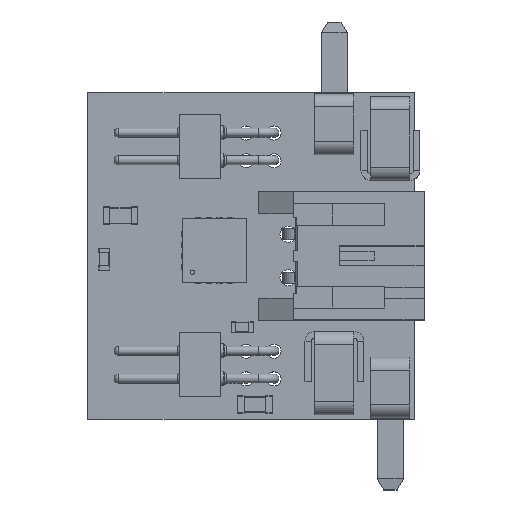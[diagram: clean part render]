
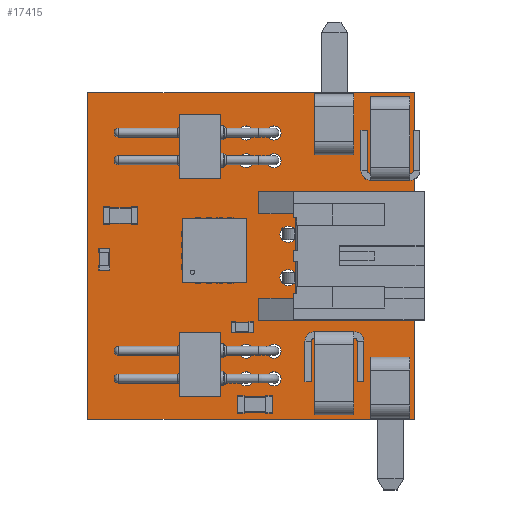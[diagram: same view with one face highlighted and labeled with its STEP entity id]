
A CAD part, top view. The second image highlights one B-rep face of the part: STEP entity #17415.
In plain terms, the highlighted planar face has unit normal (0, 0, 1).
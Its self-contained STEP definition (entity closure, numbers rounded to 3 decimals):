
#17149 = VERTEX_POINT('',#17150);
#17150 = CARTESIAN_POINT('',(7.5,-7.5,1.51));
#17156 = EDGE_CURVE('',#17149,#17157,#17159,.T.);
#17157 = VERTEX_POINT('',#17158);
#17158 = CARTESIAN_POINT('',(-7.5,-7.5,1.51));
#17159 = LINE('',#17160,#17161);
#17160 = CARTESIAN_POINT('',(7.5,-7.5,1.51));
#17161 = VECTOR('',#17162,1.);
#17162 = DIRECTION('',(-1.,0.,0.));
#17189 = VERTEX_POINT('',#17190);
#17190 = CARTESIAN_POINT('',(7.5,7.5,1.51));
#17196 = EDGE_CURVE('',#17189,#17149,#17197,.T.);
#17197 = LINE('',#17198,#17199);
#17198 = CARTESIAN_POINT('',(7.5,7.5,1.51));
#17199 = VECTOR('',#17200,1.);
#17200 = DIRECTION('',(0.,-1.,0.));
#17218 = EDGE_CURVE('',#17157,#17219,#17221,.T.);
#17219 = VERTEX_POINT('',#17220);
#17220 = CARTESIAN_POINT('',(-7.5,7.5,1.51));
#17221 = LINE('',#17222,#17223);
#17222 = CARTESIAN_POINT('',(-7.5,-7.5,1.51));
#17223 = VECTOR('',#17224,1.);
#17224 = DIRECTION('',(0.,1.,0.));
#17415 = ADVANCED_FACE('',(#17416,#17427,#17438,#17449,#17460,#17471,
    #17482,#17493,#17504,#17515,#17526,#17537,#17548,#17559,#17570),
  #17581,.T.);
#17416 = FACE_BOUND('',#17417,.T.);
#17417 = EDGE_LOOP('',(#17418,#17419,#17420,#17426));
#17418 = ORIENTED_EDGE('',*,*,#17156,.F.);
#17419 = ORIENTED_EDGE('',*,*,#17196,.F.);
#17420 = ORIENTED_EDGE('',*,*,#17421,.F.);
#17421 = EDGE_CURVE('',#17219,#17189,#17422,.T.);
#17422 = LINE('',#17423,#17424);
#17423 = CARTESIAN_POINT('',(-7.5,7.5,1.51));
#17424 = VECTOR('',#17425,1.);
#17425 = DIRECTION('',(1.,0.,0.));
#17426 = ORIENTED_EDGE('',*,*,#17218,.F.);
#17427 = FACE_BOUND('',#17428,.T.);
#17428 = EDGE_LOOP('',(#17429));
#17429 = ORIENTED_EDGE('',*,*,#17430,.T.);
#17430 = EDGE_CURVE('',#17431,#17431,#17433,.T.);
#17431 = VERTEX_POINT('',#17432);
#17432 = CARTESIAN_POINT('',(-0.22,-5.975,1.51));
#17433 = CIRCLE('',#17434,0.325);
#17434 = AXIS2_PLACEMENT_3D('',#17435,#17436,#17437);
#17435 = CARTESIAN_POINT('',(-0.22,-5.65,1.51));
#17436 = DIRECTION('',(-0.,0.,-1.));
#17437 = DIRECTION('',(0.,-1.,-0.));
#17438 = FACE_BOUND('',#17439,.T.);
#17439 = EDGE_LOOP('',(#17440));
#17440 = ORIENTED_EDGE('',*,*,#17441,.T.);
#17441 = EDGE_CURVE('',#17442,#17442,#17444,.T.);
#17442 = VERTEX_POINT('',#17443);
#17443 = CARTESIAN_POINT('',(-0.22,-4.705,1.51));
#17444 = CIRCLE('',#17445,0.325);
#17445 = AXIS2_PLACEMENT_3D('',#17446,#17447,#17448);
#17446 = CARTESIAN_POINT('',(-0.22,-4.38,1.51));
#17447 = DIRECTION('',(-0.,0.,-1.));
#17448 = DIRECTION('',(0.,-1.,-0.));
#17449 = FACE_BOUND('',#17450,.T.);
#17450 = EDGE_LOOP('',(#17451));
#17451 = ORIENTED_EDGE('',*,*,#17452,.T.);
#17452 = EDGE_CURVE('',#17453,#17453,#17455,.T.);
#17453 = VERTEX_POINT('',#17454);
#17454 = CARTESIAN_POINT('',(-2.225,-0.425,1.51));
#17455 = CIRCLE('',#17456,0.15);
#17456 = AXIS2_PLACEMENT_3D('',#17457,#17458,#17459);
#17457 = CARTESIAN_POINT('',(-2.225,-0.275,1.51));
#17458 = DIRECTION('',(-0.,0.,-1.));
#17459 = DIRECTION('',(-0.,-1.,0.));
#17460 = FACE_BOUND('',#17461,.T.);
#17461 = EDGE_LOOP('',(#17462));
#17462 = ORIENTED_EDGE('',*,*,#17463,.T.);
#17463 = EDGE_CURVE('',#17464,#17464,#17466,.T.);
#17464 = VERTEX_POINT('',#17465);
#17465 = CARTESIAN_POINT('',(-1.175,-0.425,1.51));
#17466 = CIRCLE('',#17467,0.15);
#17467 = AXIS2_PLACEMENT_3D('',#17468,#17469,#17470);
#17468 = CARTESIAN_POINT('',(-1.175,-0.275,1.51));
#17469 = DIRECTION('',(-0.,0.,-1.));
#17470 = DIRECTION('',(0.,-1.,0.));
#17471 = FACE_BOUND('',#17472,.T.);
#17472 = EDGE_LOOP('',(#17473));
#17473 = ORIENTED_EDGE('',*,*,#17474,.T.);
#17474 = EDGE_CURVE('',#17475,#17475,#17477,.T.);
#17475 = VERTEX_POINT('',#17476);
#17476 = CARTESIAN_POINT('',(1.05,-5.975,1.51));
#17477 = CIRCLE('',#17478,0.325);
#17478 = AXIS2_PLACEMENT_3D('',#17479,#17480,#17481);
#17479 = CARTESIAN_POINT('',(1.05,-5.65,1.51));
#17480 = DIRECTION('',(-0.,0.,-1.));
#17481 = DIRECTION('',(-0.,-1.,0.));
#17482 = FACE_BOUND('',#17483,.T.);
#17483 = EDGE_LOOP('',(#17484));
#17484 = ORIENTED_EDGE('',*,*,#17485,.T.);
#17485 = EDGE_CURVE('',#17486,#17486,#17488,.T.);
#17486 = VERTEX_POINT('',#17487);
#17487 = CARTESIAN_POINT('',(1.05,-4.705,1.51));
#17488 = CIRCLE('',#17489,0.325);
#17489 = AXIS2_PLACEMENT_3D('',#17490,#17491,#17492);
#17490 = CARTESIAN_POINT('',(1.05,-4.38,1.51));
#17491 = DIRECTION('',(-0.,0.,-1.));
#17492 = DIRECTION('',(-0.,-1.,0.));
#17493 = FACE_BOUND('',#17494,.T.);
#17494 = EDGE_LOOP('',(#17495));
#17495 = ORIENTED_EDGE('',*,*,#17496,.T.);
#17496 = EDGE_CURVE('',#17497,#17497,#17499,.T.);
#17497 = VERTEX_POINT('',#17498);
#17498 = CARTESIAN_POINT('',(1.7,-1.375,1.51));
#17499 = CIRCLE('',#17500,0.375);
#17500 = AXIS2_PLACEMENT_3D('',#17501,#17502,#17503);
#17501 = CARTESIAN_POINT('',(1.7,-1.,1.51));
#17502 = DIRECTION('',(-0.,0.,-1.));
#17503 = DIRECTION('',(0.,-1.,0.));
#17504 = FACE_BOUND('',#17505,.T.);
#17505 = EDGE_LOOP('',(#17506));
#17506 = ORIENTED_EDGE('',*,*,#17507,.T.);
#17507 = EDGE_CURVE('',#17508,#17508,#17510,.T.);
#17508 = VERTEX_POINT('',#17509);
#17509 = CARTESIAN_POINT('',(-2.225,0.625,1.51));
#17510 = CIRCLE('',#17511,0.15);
#17511 = AXIS2_PLACEMENT_3D('',#17512,#17513,#17514);
#17512 = CARTESIAN_POINT('',(-2.225,0.775,1.51));
#17513 = DIRECTION('',(-0.,0.,-1.));
#17514 = DIRECTION('',(-0.,-1.,0.));
#17515 = FACE_BOUND('',#17516,.T.);
#17516 = EDGE_LOOP('',(#17517));
#17517 = ORIENTED_EDGE('',*,*,#17518,.T.);
#17518 = EDGE_CURVE('',#17519,#17519,#17521,.T.);
#17519 = VERTEX_POINT('',#17520);
#17520 = CARTESIAN_POINT('',(-1.175,0.625,1.51));
#17521 = CIRCLE('',#17522,0.15);
#17522 = AXIS2_PLACEMENT_3D('',#17523,#17524,#17525);
#17523 = CARTESIAN_POINT('',(-1.175,0.775,1.51));
#17524 = DIRECTION('',(-0.,0.,-1.));
#17525 = DIRECTION('',(0.,-1.,0.));
#17526 = FACE_BOUND('',#17527,.T.);
#17527 = EDGE_LOOP('',(#17528));
#17528 = ORIENTED_EDGE('',*,*,#17529,.T.);
#17529 = EDGE_CURVE('',#17530,#17530,#17532,.T.);
#17530 = VERTEX_POINT('',#17531);
#17531 = CARTESIAN_POINT('',(-0.22,4.055,1.51));
#17532 = CIRCLE('',#17533,0.325);
#17533 = AXIS2_PLACEMENT_3D('',#17534,#17535,#17536);
#17534 = CARTESIAN_POINT('',(-0.22,4.38,1.51));
#17535 = DIRECTION('',(-0.,0.,-1.));
#17536 = DIRECTION('',(0.,-1.,-0.));
#17537 = FACE_BOUND('',#17538,.T.);
#17538 = EDGE_LOOP('',(#17539));
#17539 = ORIENTED_EDGE('',*,*,#17540,.T.);
#17540 = EDGE_CURVE('',#17541,#17541,#17543,.T.);
#17541 = VERTEX_POINT('',#17542);
#17542 = CARTESIAN_POINT('',(-0.22,5.325,1.51));
#17543 = CIRCLE('',#17544,0.325);
#17544 = AXIS2_PLACEMENT_3D('',#17545,#17546,#17547);
#17545 = CARTESIAN_POINT('',(-0.22,5.65,1.51));
#17546 = DIRECTION('',(-0.,0.,-1.));
#17547 = DIRECTION('',(0.,-1.,-0.));
#17548 = FACE_BOUND('',#17549,.T.);
#17549 = EDGE_LOOP('',(#17550));
#17550 = ORIENTED_EDGE('',*,*,#17551,.T.);
#17551 = EDGE_CURVE('',#17552,#17552,#17554,.T.);
#17552 = VERTEX_POINT('',#17553);
#17553 = CARTESIAN_POINT('',(1.7,0.625,1.51));
#17554 = CIRCLE('',#17555,0.375);
#17555 = AXIS2_PLACEMENT_3D('',#17556,#17557,#17558);
#17556 = CARTESIAN_POINT('',(1.7,1.,1.51));
#17557 = DIRECTION('',(-0.,0.,-1.));
#17558 = DIRECTION('',(0.,-1.,0.));
#17559 = FACE_BOUND('',#17560,.T.);
#17560 = EDGE_LOOP('',(#17561));
#17561 = ORIENTED_EDGE('',*,*,#17562,.T.);
#17562 = EDGE_CURVE('',#17563,#17563,#17565,.T.);
#17563 = VERTEX_POINT('',#17564);
#17564 = CARTESIAN_POINT('',(1.05,4.055,1.51));
#17565 = CIRCLE('',#17566,0.325);
#17566 = AXIS2_PLACEMENT_3D('',#17567,#17568,#17569);
#17567 = CARTESIAN_POINT('',(1.05,4.38,1.51));
#17568 = DIRECTION('',(-0.,0.,-1.));
#17569 = DIRECTION('',(-0.,-1.,0.));
#17570 = FACE_BOUND('',#17571,.T.);
#17571 = EDGE_LOOP('',(#17572));
#17572 = ORIENTED_EDGE('',*,*,#17573,.T.);
#17573 = EDGE_CURVE('',#17574,#17574,#17576,.T.);
#17574 = VERTEX_POINT('',#17575);
#17575 = CARTESIAN_POINT('',(1.05,5.325,1.51));
#17576 = CIRCLE('',#17577,0.325);
#17577 = AXIS2_PLACEMENT_3D('',#17578,#17579,#17580);
#17578 = CARTESIAN_POINT('',(1.05,5.65,1.51));
#17579 = DIRECTION('',(-0.,0.,-1.));
#17580 = DIRECTION('',(-0.,-1.,0.));
#17581 = PLANE('',#17582);
#17582 = AXIS2_PLACEMENT_3D('',#17583,#17584,#17585);
#17583 = CARTESIAN_POINT('',(0.,0.,1.51));
#17584 = DIRECTION('',(0.,0.,1.));
#17585 = DIRECTION('',(1.,0.,-0.));
